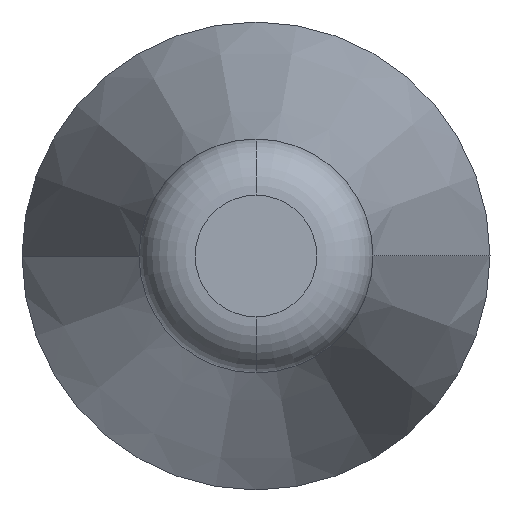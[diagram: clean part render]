
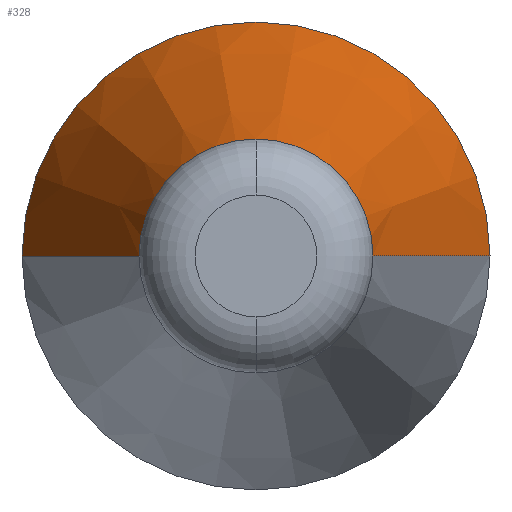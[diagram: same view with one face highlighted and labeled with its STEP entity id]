
A CAD part, front view. The second image highlights one B-rep face of the part: STEP entity #328.
In plain terms, the highlighted conical face has half-angle 15 degrees and reference radius 1.587 mm.
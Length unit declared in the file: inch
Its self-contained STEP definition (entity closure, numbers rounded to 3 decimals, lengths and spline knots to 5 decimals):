
#1 = DIRECTION ( 'NONE',  ( 0., 1., 0. ) ) ;
#5 = VERTEX_POINT ( 'NONE', #378 ) ;
#6 = VERTEX_POINT ( 'NONE', #37 ) ;
#13 = CARTESIAN_POINT ( 'NONE',  ( 0.0625, 0.5, 0. ) ) ;
#22 = VECTOR ( 'NONE', #44, 39.37008 ) ;
#24 = CIRCLE ( 'NONE', #176, 0.125 ) ;
#32 = VERTEX_POINT ( 'NONE', #59 ) ;
#37 = CARTESIAN_POINT ( 'NONE',  ( -0.125, 0.73325, 0. ) ) ;
#44 = DIRECTION ( 'NONE',  ( 0.259, 0.966, 0. ) ) ;
#56 = DIRECTION ( 'NONE',  ( -1., 0., 0. ) ) ;
#59 = CARTESIAN_POINT ( 'NONE',  ( -0.0625, 0.5, 0. ) ) ;
#60 = CARTESIAN_POINT ( 'NONE',  ( 0., 0.73325, 0. ) ) ;
#75 = CIRCLE ( 'NONE', #353, 0.0625 ) ;
#93 = VERTEX_POINT ( 'NONE', #339 ) ;
#97 = DIRECTION ( 'NONE',  ( -1., 0., 0. ) ) ;
#100 = EDGE_CURVE ( 'NONE', #32, #6, #225, .T. ) ;
#102 = DIRECTION ( 'NONE',  ( -1., 0., 0. ) ) ;
#109 = CARTESIAN_POINT ( 'NONE',  ( 0., 0.5, 0. ) ) ;
#121 = VERTEX_POINT ( 'NONE', #290 ) ;
#141 = ORIENTED_EDGE ( 'NONE', *, *, #317, .F. ) ;
#142 = EDGE_CURVE ( 'NONE', #121, #93, #160, .T. ) ;
#143 = ORIENTED_EDGE ( 'NONE', *, *, #142, .T. ) ;
#154 = DIRECTION ( 'NONE',  ( 0., 1., 0. ) ) ;
#160 = CIRCLE ( 'NONE', #374, 0.0625 ) ;
#161 = CARTESIAN_POINT ( 'NONE',  ( 0., 0.5, 0. ) ) ;
#162 = EDGE_CURVE ( 'NONE', #93, #5, #212, .T. ) ;
#176 = AXIS2_PLACEMENT_3D ( 'NONE', #60, #154, #97 ) ;
#191 = ORIENTED_EDGE ( 'NONE', *, *, #100, .F. ) ;
#201 = EDGE_LOOP ( 'NONE', ( #143, #363, #141, #191, #340 ) ) ;
#202 = DIRECTION ( 'NONE',  ( 0., 1., 0. ) ) ;
#212 = LINE ( 'NONE', #13, #22 ) ;
#225 = LINE ( 'NONE', #322, #267 ) ;
#231 = CONICAL_SURFACE ( 'NONE', #388, 0.0625, 0.262 ) ;
#239 = DIRECTION ( 'NONE',  ( -0.259, 0.966, 0. ) ) ;
#267 = VECTOR ( 'NONE', #239, 39.37008 ) ;
#275 = CARTESIAN_POINT ( 'NONE',  ( 0., 0.5, 0. ) ) ;
#281 = DIRECTION ( 'NONE',  ( -1., 0., 0. ) ) ;
#290 = CARTESIAN_POINT ( 'NONE',  ( 0., 0.5, 0.0625 ) ) ;
#303 = DIRECTION ( 'NONE',  ( 0., 1., 0. ) ) ;
#312 = FACE_OUTER_BOUND ( 'NONE', #201, .T. ) ;
#317 = EDGE_CURVE ( 'NONE', #6, #5, #24, .T. ) ;
#321 = EDGE_CURVE ( 'NONE', #32, #121, #75, .T. ) ;
#322 = CARTESIAN_POINT ( 'NONE',  ( -0.0625, 0.5, 0. ) ) ;
#328 = ADVANCED_FACE ( 'NONE', ( #312 ), #231, .T. ) ;
#339 = CARTESIAN_POINT ( 'NONE',  ( 0.0625, 0.5, 0. ) ) ;
#340 = ORIENTED_EDGE ( 'NONE', *, *, #321, .T. ) ;
#353 = AXIS2_PLACEMENT_3D ( 'NONE', #275, #303, #56 ) ;
#363 = ORIENTED_EDGE ( 'NONE', *, *, #162, .T. ) ;
#374 = AXIS2_PLACEMENT_3D ( 'NONE', #109, #202, #102 ) ;
#378 = CARTESIAN_POINT ( 'NONE',  ( 0.125, 0.73325, 0. ) ) ;
#388 = AXIS2_PLACEMENT_3D ( 'NONE', #161, #1, #281 ) ;
